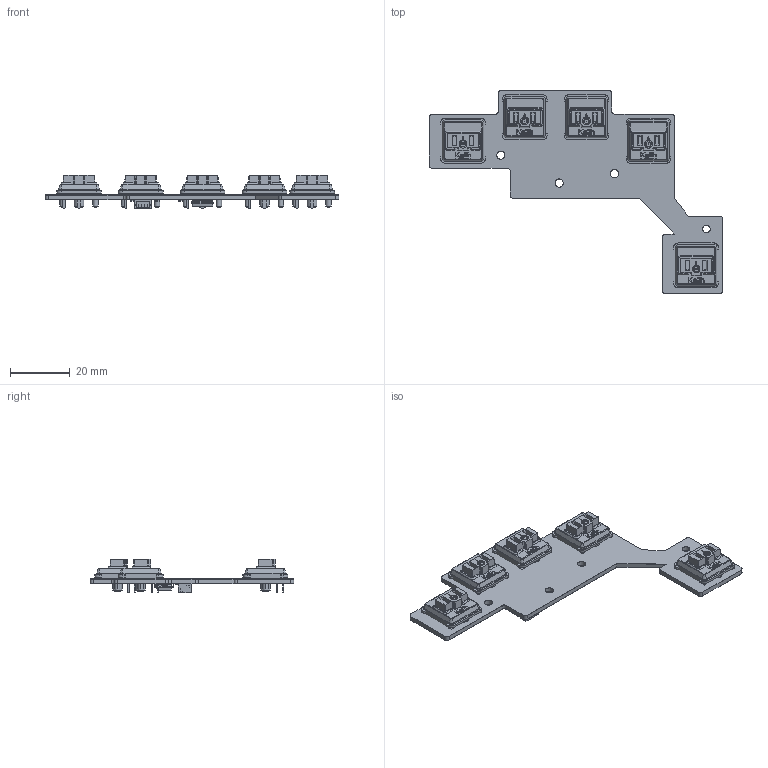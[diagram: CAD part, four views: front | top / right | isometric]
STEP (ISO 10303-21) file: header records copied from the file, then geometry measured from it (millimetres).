
FILE_DESCRIPTION(('KiCad electronic assembly'),'2;1');
FILE_NAME('cinco-cinco.step','2025-05-21T19:22:05',('Pcbnew'),('Kicad'), 'Open CASCADE STEP processor 7.8','KiCad to STEP converter','Unknown' );
FILE_SCHEMA(('AUTOMOTIVE_DESIGN { 1 0 10303 214 1 1 1 1 }'));
Length unit declared in the file: millimetre
Products named in the file (10): cinco-cinco 1; Kailh LP Choc Burnt Orange; R_0805_2012Metric; SSOP-20_5.3x7.2mm_P0.65mm; SPARKFUN_QWIIC_RIGHT_ANGLE; cinco-cinco_copper; cinco-cinco_pad; cinco-cinco_silkscreen; cinco-cinco_soldermask; cinco-cinco_PCB
Assembly tree (16 placements, depth 2):
  cinco-cinco 1
    Kailh LP Choc Burnt Orange  x5
    R_0805_2012Metric  x4
    SSOP-20_5.3x7.2mm_P0.65mm
    SPARKFUN_QWIIC_RIGHT_ANGLE
    cinco-cinco_copper
    cinco-cinco_pad
    cinco-cinco_silkscreen
    cinco-cinco_soldermask
    cinco-cinco_PCB
Bounding box: 98.08 x 68.07 x 11.1 mm (x, y, z)
Volume: 9581.3 mm3; surface area: 17359.4 mm2
Topology: 68 solids, 167 shells, 2721 faces, 9420 edges, 7030 vertices
Faces by surface type: plane 1848, cylinder 584, cone 160, bspline 129
Full cylindrical faces by diameter (mm): 0.5 x1, 1.702 x10, 2.54 x1, 2.75 x3, 3 x10, 3.429 x5
Entity records: 71930 total; most frequent: CARTESIAN_POINT 14283, DIRECTION 10639, ORIENTED_EDGE 10144, EDGE_CURVE 6388, VERTEX_POINT 5082, LINE 4987, VECTOR 4987, AXIS2_PLACEMENT_3D 2826
